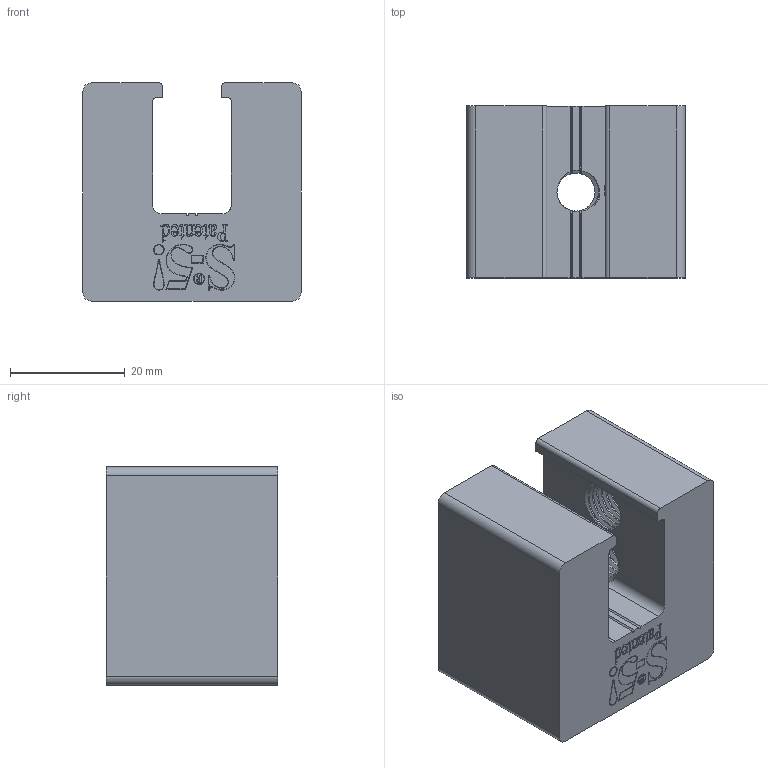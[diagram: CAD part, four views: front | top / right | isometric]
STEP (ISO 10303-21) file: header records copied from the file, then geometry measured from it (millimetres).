
FILE_DESCRIPTION (( 'STEP AP203' ), '1' );
FILE_NAME ('S-5-U Mini.STEP', '2016-12-16T18:00:07', ( '' ), ( '' ), 'SwSTEP 2.0', 'SolidWorks 2017', '' );
FILE_SCHEMA (( 'CONFIG_CONTROL_DESIGN' ));
Length unit declared in the file: inch
Products named in the file (1): S-5-U Mini
Bounding box: 38.1 x 30 x 38.1 mm (x, y, z)
Volume: 32378.5 mm3; surface area: 9561.6 mm2
Topology: 1 solids, 1 shells, 635 faces, 1784 edges, 1187 vertices
Faces by surface type: plane 261, bspline 195, cylinder 170, cone 9
Entity records: 32900 total; most frequent: CARTESIAN_POINT 18578, ORIENTED_EDGE 3568, DIRECTION 2049, EDGE_CURVE 1784, VERTEX_POINT 1187, LINE 1017, VECTOR 1017, EDGE_LOOP 677
